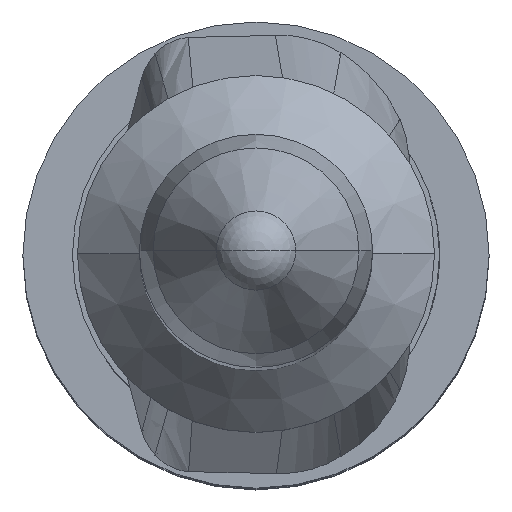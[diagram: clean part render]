
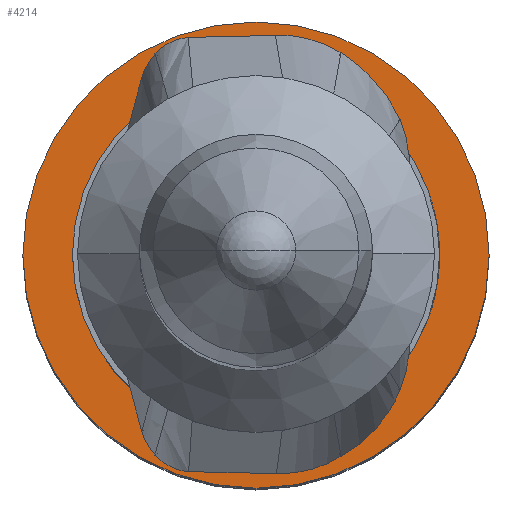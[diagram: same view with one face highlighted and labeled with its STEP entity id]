
A CAD part, top view. The second image highlights one B-rep face of the part: STEP entity #4214.
In plain terms, the highlighted planar face has unit normal (0, 0, 1).
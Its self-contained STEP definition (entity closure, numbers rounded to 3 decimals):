
#102=CARTESIAN_POINT('',(0.,0.,-5.734));
#103=DIRECTION('',(0.,0.,1.));
#104=DIRECTION('',(-1.,0.,0.));
#105=AXIS2_PLACEMENT_3D('',#102,#103,#104);
#147=CARTESIAN_POINT('',(0.,0.,-5.734));
#148=DIRECTION('',(0.,0.,-1.));
#149=DIRECTION('',(-1.,0.,0.));
#150=AXIS2_PLACEMENT_3D('',#147,#148,#149);
#1280=CARTESIAN_POINT('',(0.,0.,-5.734));
#1281=DIRECTION('',(0.,0.,-1.));
#1282=DIRECTION('',(-1.,0.,0.));
#1283=AXIS2_PLACEMENT_3D('',#1280,#1281,#1282);
#1285=CARTESIAN_POINT('',(0.,0.,-5.734));
#1286=DIRECTION('',(0.,0.,1.));
#1287=DIRECTION('',(-1.,0.,0.));
#1288=AXIS2_PLACEMENT_3D('',#1285,#1286,#1287);
#1363=CARTESIAN_POINT('',(-1.6,0.,-5.734));
#1365=VERTEX_POINT('',#1363);
#1366=CARTESIAN_POINT('',(-1.26,0.,-5.734));
#1368=VERTEX_POINT('',#1366);
#1397=CARTESIAN_POINT('',(1.6,0.,-5.734));
#1399=VERTEX_POINT('',#1397);
#1416=CARTESIAN_POINT('',(1.26,0.,-5.734));
#1417=VERTEX_POINT('',#1416);
#4199=CARTESIAN_POINT('',(0.,0.,-5.734));
#4200=DIRECTION('',(0.,0.,1.));
#4201=DIRECTION('',(-1.,0.,0.));
#4202=AXIS2_PLACEMENT_3D('',#4199,#4200,#4201);
#4203=PLANE('',#4202);
#4205=ORIENTED_EDGE('',*,*,#4204,.T.);
#4207=ORIENTED_EDGE('',*,*,#4206,.F.);
#4208=EDGE_LOOP('',(#4205,#4207));
#4209=FACE_OUTER_BOUND('',#4208,.F.);
#4210=ORIENTED_EDGE('',*,*,#1656,.T.);
#4211=ORIENTED_EDGE('',*,*,#1681,.F.);
#4212=EDGE_LOOP('',(#4210,#4211));
#4213=FACE_BOUND('',#4212,.F.);
#4214=ADVANCED_FACE('',(#4209,#4213),#4203,.T.);
#106=CIRCLE('',#105,1.26);
#151=CIRCLE('',#150,1.26);
#1284=CIRCLE('',#1283,1.6);
#1289=CIRCLE('',#1288,1.6);
#1656=EDGE_CURVE('',#1368,#1417,#106,.T.);
#1681=EDGE_CURVE('',#1368,#1417,#151,.T.);
#4204=EDGE_CURVE('',#1365,#1399,#1284,.T.);
#4206=EDGE_CURVE('',#1365,#1399,#1289,.T.);
